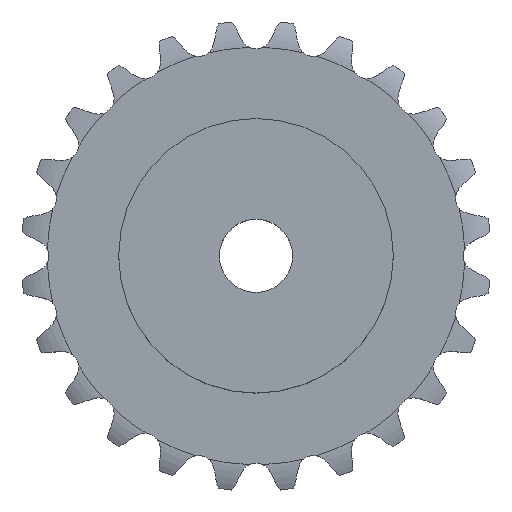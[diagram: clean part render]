
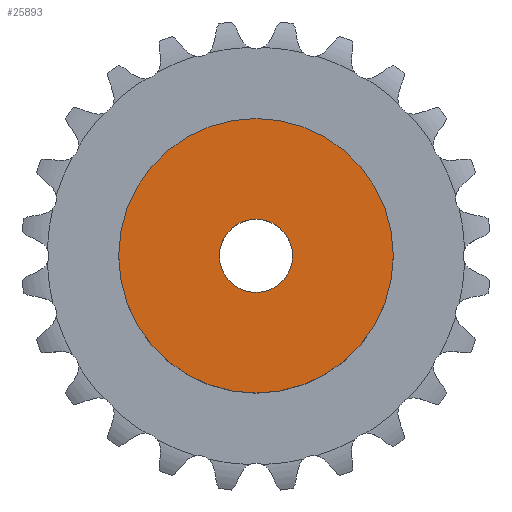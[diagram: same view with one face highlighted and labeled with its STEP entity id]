
A CAD part, top view. The second image highlights one B-rep face of the part: STEP entity #25893.
In plain terms, the highlighted planar face has unit normal (0, 0, 1).
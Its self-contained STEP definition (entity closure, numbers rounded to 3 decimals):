
#3279 = CYLINDRICAL_SURFACE('',#3280,15.);
#3280 = AXIS2_PLACEMENT_3D('',#3281,#3282,#3283);
#3281 = CARTESIAN_POINT('',(0.,0.,0.));
#3282 = DIRECTION('',(-0.,-0.,-1.));
#3283 = DIRECTION('',(1.,0.,0.));
#16574 = VERTEX_POINT('',#16575);
#16575 = CARTESIAN_POINT('',(15.,0.,14.));
#16596 = EDGE_CURVE('',#16574,#16574,#16597,.T.);
#16597 = SURFACE_CURVE('',#16598,(#16603,#16610),.PCURVE_S1.);
#16598 = CIRCLE('',#16599,15.);
#16599 = AXIS2_PLACEMENT_3D('',#16600,#16601,#16602);
#16600 = CARTESIAN_POINT('',(0.,0.,14.));
#16601 = DIRECTION('',(0.,0.,1.));
#16602 = DIRECTION('',(1.,0.,0.));
#16603 = PCURVE('',#3279,#16604);
#16604 = DEFINITIONAL_REPRESENTATION('',(#16605),#16609);
#16605 = LINE('',#16606,#16607);
#16606 = CARTESIAN_POINT('',(-0.,-14.));
#16607 = VECTOR('',#16608,1.);
#16608 = DIRECTION('',(-1.,0.));
#16609 = ( GEOMETRIC_REPRESENTATION_CONTEXT(2) 
PARAMETRIC_REPRESENTATION_CONTEXT() REPRESENTATION_CONTEXT('2D SPACE',''
  ) );
#16610 = PCURVE('',#16611,#16616);
#16611 = PLANE('',#16612);
#16612 = AXIS2_PLACEMENT_3D('',#16613,#16614,#16615);
#16613 = CARTESIAN_POINT('',(0.,0.,14.)
  );
#16614 = DIRECTION('',(0.,0.,1.));
#16615 = DIRECTION('',(1.,0.,0.));
#16616 = DEFINITIONAL_REPRESENTATION('',(#16617),#16621);
#16617 = CIRCLE('',#16618,15.);
#16618 = AXIS2_PLACEMENT_2D('',#16619,#16620);
#16619 = CARTESIAN_POINT('',(0.,0.));
#16620 = DIRECTION('',(1.,0.));
#16621 = ( GEOMETRIC_REPRESENTATION_CONTEXT(2) 
PARAMETRIC_REPRESENTATION_CONTEXT() REPRESENTATION_CONTEXT('2D SPACE',''
  ) );
#21995 = CYLINDRICAL_SURFACE('',#21996,4.);
#21996 = AXIS2_PLACEMENT_3D('',#21997,#21998,#21999);
#21997 = CARTESIAN_POINT('',(0.,0.,79.706));
#21998 = DIRECTION('',(0.,0.,1.));
#21999 = DIRECTION('',(1.,0.,0.));
#25893 = ADVANCED_FACE('',(#25894,#25897),#16611,.T.);
#25894 = FACE_BOUND('',#25895,.T.);
#25895 = EDGE_LOOP('',(#25896));
#25896 = ORIENTED_EDGE('',*,*,#16596,.T.);
#25897 = FACE_BOUND('',#25898,.T.);
#25898 = EDGE_LOOP('',(#25899));
#25899 = ORIENTED_EDGE('',*,*,#25900,.F.);
#25900 = EDGE_CURVE('',#25901,#25901,#25903,.T.);
#25901 = VERTEX_POINT('',#25902);
#25902 = CARTESIAN_POINT('',(4.,0.,14.));
#25903 = SURFACE_CURVE('',#25904,(#25909,#25916),.PCURVE_S1.);
#25904 = CIRCLE('',#25905,4.);
#25905 = AXIS2_PLACEMENT_3D('',#25906,#25907,#25908);
#25906 = CARTESIAN_POINT('',(0.,0.,14.));
#25907 = DIRECTION('',(0.,0.,1.));
#25908 = DIRECTION('',(1.,0.,0.));
#25909 = PCURVE('',#16611,#25910);
#25910 = DEFINITIONAL_REPRESENTATION('',(#25911),#25915);
#25911 = CIRCLE('',#25912,4.);
#25912 = AXIS2_PLACEMENT_2D('',#25913,#25914);
#25913 = CARTESIAN_POINT('',(0.,0.));
#25914 = DIRECTION('',(1.,0.));
#25915 = ( GEOMETRIC_REPRESENTATION_CONTEXT(2) 
PARAMETRIC_REPRESENTATION_CONTEXT() REPRESENTATION_CONTEXT('2D SPACE',''
  ) );
#25916 = PCURVE('',#21995,#25917);
#25917 = DEFINITIONAL_REPRESENTATION('',(#25918),#25922);
#25918 = LINE('',#25919,#25920);
#25919 = CARTESIAN_POINT('',(0.,-65.706));
#25920 = VECTOR('',#25921,1.);
#25921 = DIRECTION('',(1.,0.));
#25922 = ( GEOMETRIC_REPRESENTATION_CONTEXT(2) 
PARAMETRIC_REPRESENTATION_CONTEXT() REPRESENTATION_CONTEXT('2D SPACE',''
  ) );
